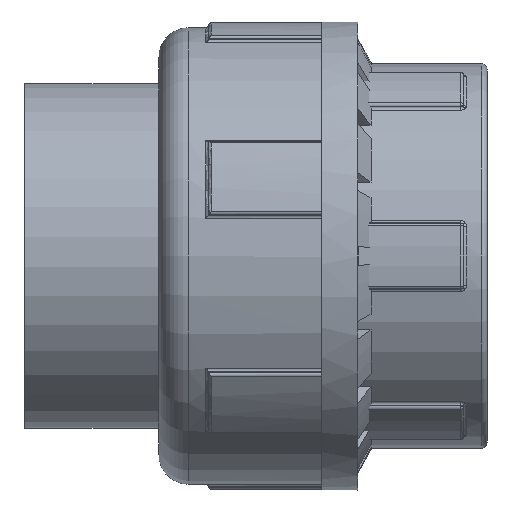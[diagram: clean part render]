
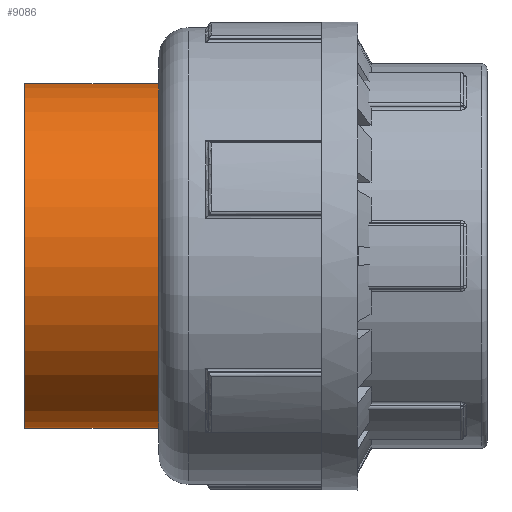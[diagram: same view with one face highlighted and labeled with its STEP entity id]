
A CAD part, front view. The second image highlights one B-rep face of the part: STEP entity #9086.
In plain terms, the highlighted cylindrical face has radius 29.5 mm (diameter 59 mm), a full revolution.
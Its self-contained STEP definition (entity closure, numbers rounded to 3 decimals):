
#403=FACE_BOUND('',#3425,.T.);
#1972=CYLINDRICAL_SURFACE('',#9908,29.5);
#2833=FACE_OUTER_BOUND('',#3424,.T.);
#3424=EDGE_LOOP('',(#8504));
#3425=EDGE_LOOP('',(#8505));
#3763=CIRCLE('',#9907,29.5);
#3764=CIRCLE('',#9909,29.5);
#4592=VERTEX_POINT('',#16982);
#4593=VERTEX_POINT('',#16985);
#5897=EDGE_CURVE('',#4592,#4592,#3763,.T.);
#5898=EDGE_CURVE('',#4593,#4593,#3764,.T.);
#8504=ORIENTED_EDGE('',*,*,#5898,.F.);
#8505=ORIENTED_EDGE('',*,*,#5897,.T.);
#9086=ADVANCED_FACE('',(#2833,#403),#1972,.T.);
#9907=AXIS2_PLACEMENT_3D('',#16983,#12254,#12255);
#9908=AXIS2_PLACEMENT_3D('',#16984,#12256,#12257);
#9909=AXIS2_PLACEMENT_3D('',#16986,#12258,#12259);
#12254=DIRECTION('center_axis',(-1.,0.,0.));
#12255=DIRECTION('ref_axis',(0.,0.,1.));
#12256=DIRECTION('center_axis',(-1.,0.,0.));
#12257=DIRECTION('ref_axis',(0.,-1.,0.));
#12258=DIRECTION('center_axis',(-1.,0.,0.));
#12259=DIRECTION('ref_axis',(0.,0.,1.));
#16982=CARTESIAN_POINT('',(95.3,52.932,0.));
#16983=CARTESIAN_POINT('Origin',(95.3,82.432,0.));
#16984=CARTESIAN_POINT('Origin',(80.925,82.432,0.));
#16985=CARTESIAN_POINT('',(66.55,52.932,0.));
#16986=CARTESIAN_POINT('Origin',(66.55,82.432,0.));
